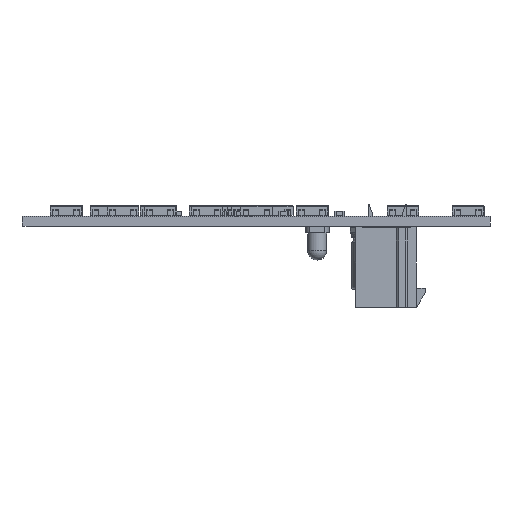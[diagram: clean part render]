
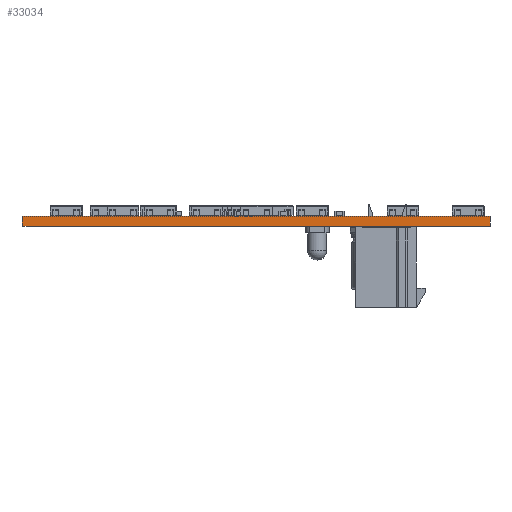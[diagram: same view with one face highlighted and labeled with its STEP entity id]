
A CAD part, left-side view. The second image highlights one B-rep face of the part: STEP entity #33034.
In plain terms, the highlighted planar face has unit normal (-1, -0.007, 0).
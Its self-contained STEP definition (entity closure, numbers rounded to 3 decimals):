
#23406 = PLANE('',#23407);
#23407 = AXIS2_PLACEMENT_3D('',#23408,#23409,#23410);
#23408 = CARTESIAN_POINT('',(99.06,-75.032,0.));
#23409 = DIRECTION('',(0.002,1.,-0.));
#23410 = DIRECTION('',(1.,-0.002,0.));
#23434 = PLANE('',#23435);
#23435 = AXIS2_PLACEMENT_3D('',#23436,#23437,#23438);
#23436 = CARTESIAN_POINT('',(157.342,-111.999,1.58));
#23437 = DIRECTION('',(-0.,-0.,-1.));
#23438 = DIRECTION('',(-1.,0.,0.));
#23488 = PLANE('',#23489);
#23489 = AXIS2_PLACEMENT_3D('',#23490,#23491,#23492);
#23490 = CARTESIAN_POINT('',(157.342,-111.999,0.));
#23491 = DIRECTION('',(-0.,-0.,-1.));
#23492 = DIRECTION('',(-1.,0.,0.));
#23503 = EDGE_CURVE('',#23504,#23506,#23508,.T.);
#23504 = VERTEX_POINT('',#23505);
#23505 = CARTESIAN_POINT('',(99.06,-75.032,0.));
#23506 = VERTEX_POINT('',#23507);
#23507 = CARTESIAN_POINT('',(99.06,-75.032,1.58));
#23508 = SURFACE_CURVE('',#23509,(#23513,#23520),.PCURVE_S1.);
#23509 = LINE('',#23510,#23511);
#23510 = CARTESIAN_POINT('',(99.06,-75.032,0.));
#23511 = VECTOR('',#23512,1.);
#23512 = DIRECTION('',(0.,0.,1.));
#23513 = PCURVE('',#23406,#23514);
#23514 = DEFINITIONAL_REPRESENTATION('',(#23515),#23519);
#23515 = LINE('',#23516,#23517);
#23516 = CARTESIAN_POINT('',(0.,0.));
#23517 = VECTOR('',#23518,1.);
#23518 = DIRECTION('',(0.,-1.));
#23519 = ( GEOMETRIC_REPRESENTATION_CONTEXT(2) 
PARAMETRIC_REPRESENTATION_CONTEXT() REPRESENTATION_CONTEXT('2D SPACE',''
  ) );
#23520 = PCURVE('',#23521,#23526);
#23521 = PLANE('',#23522);
#23522 = AXIS2_PLACEMENT_3D('',#23523,#23524,#23525);
#23523 = CARTESIAN_POINT('',(99.568,-149.2,0.));
#23524 = DIRECTION('',(-1.,-0.007,0.));
#23525 = DIRECTION('',(-0.007,1.,0.));
#23526 = DEFINITIONAL_REPRESENTATION('',(#23527),#23531);
#23527 = LINE('',#23528,#23529);
#23528 = CARTESIAN_POINT('',(74.17,0.));
#23529 = VECTOR('',#23530,1.);
#23530 = DIRECTION('',(0.,-1.));
#23531 = ( GEOMETRIC_REPRESENTATION_CONTEXT(2) 
PARAMETRIC_REPRESENTATION_CONTEXT() REPRESENTATION_CONTEXT('2D SPACE',''
  ) );
#23877 = VERTEX_POINT('',#23878);
#23878 = CARTESIAN_POINT('',(99.568,-149.2,0.));
#23892 = PLANE('',#23893);
#23893 = AXIS2_PLACEMENT_3D('',#23894,#23895,#23896);
#23894 = CARTESIAN_POINT('',(160.02,-149.047,0.));
#23895 = DIRECTION('',(0.003,-1.,0.));
#23896 = DIRECTION('',(-1.,-0.003,0.));
#23904 = EDGE_CURVE('',#23877,#23504,#23905,.T.);
#23905 = SURFACE_CURVE('',#23906,(#23910,#23917),.PCURVE_S1.);
#23906 = LINE('',#23907,#23908);
#23907 = CARTESIAN_POINT('',(99.568,-149.2,0.));
#23908 = VECTOR('',#23909,1.);
#23909 = DIRECTION('',(-0.007,1.,0.));
#23910 = PCURVE('',#23488,#23911);
#23911 = DEFINITIONAL_REPRESENTATION('',(#23912),#23916);
#23912 = LINE('',#23913,#23914);
#23913 = CARTESIAN_POINT('',(57.774,-37.201));
#23914 = VECTOR('',#23915,1.);
#23915 = DIRECTION('',(0.007,1.));
#23916 = ( GEOMETRIC_REPRESENTATION_CONTEXT(2) 
PARAMETRIC_REPRESENTATION_CONTEXT() REPRESENTATION_CONTEXT('2D SPACE',''
  ) );
#23917 = PCURVE('',#23521,#23918);
#23918 = DEFINITIONAL_REPRESENTATION('',(#23919),#23923);
#23919 = LINE('',#23920,#23921);
#23920 = CARTESIAN_POINT('',(0.,0.));
#23921 = VECTOR('',#23922,1.);
#23922 = DIRECTION('',(1.,0.));
#23923 = ( GEOMETRIC_REPRESENTATION_CONTEXT(2) 
PARAMETRIC_REPRESENTATION_CONTEXT() REPRESENTATION_CONTEXT('2D SPACE',''
  ) );
#28971 = VERTEX_POINT('',#28972);
#28972 = CARTESIAN_POINT('',(99.568,-149.2,1.58));
#28993 = EDGE_CURVE('',#28971,#23506,#28994,.T.);
#28994 = SURFACE_CURVE('',#28995,(#28999,#29006),.PCURVE_S1.);
#28995 = LINE('',#28996,#28997);
#28996 = CARTESIAN_POINT('',(99.568,-149.2,1.58));
#28997 = VECTOR('',#28998,1.);
#28998 = DIRECTION('',(-0.007,1.,0.));
#28999 = PCURVE('',#23434,#29000);
#29000 = DEFINITIONAL_REPRESENTATION('',(#29001),#29005);
#29001 = LINE('',#29002,#29003);
#29002 = CARTESIAN_POINT('',(57.774,-37.201));
#29003 = VECTOR('',#29004,1.);
#29004 = DIRECTION('',(0.007,1.));
#29005 = ( GEOMETRIC_REPRESENTATION_CONTEXT(2) 
PARAMETRIC_REPRESENTATION_CONTEXT() REPRESENTATION_CONTEXT('2D SPACE',''
  ) );
#29006 = PCURVE('',#23521,#29007);
#29007 = DEFINITIONAL_REPRESENTATION('',(#29008),#29012);
#29008 = LINE('',#29009,#29010);
#29009 = CARTESIAN_POINT('',(0.,-1.58));
#29010 = VECTOR('',#29011,1.);
#29011 = DIRECTION('',(1.,0.));
#29012 = ( GEOMETRIC_REPRESENTATION_CONTEXT(2) 
PARAMETRIC_REPRESENTATION_CONTEXT() REPRESENTATION_CONTEXT('2D SPACE',''
  ) );
#33034 = ADVANCED_FACE('',(#33035),#23521,.T.);
#33035 = FACE_BOUND('',#33036,.T.);
#33036 = EDGE_LOOP('',(#33037,#33058,#33059,#33060));
#33037 = ORIENTED_EDGE('',*,*,#33038,.T.);
#33038 = EDGE_CURVE('',#23877,#28971,#33039,.T.);
#33039 = SURFACE_CURVE('',#33040,(#33044,#33051),.PCURVE_S1.);
#33040 = LINE('',#33041,#33042);
#33041 = CARTESIAN_POINT('',(99.568,-149.2,0.));
#33042 = VECTOR('',#33043,1.);
#33043 = DIRECTION('',(0.,0.,1.));
#33044 = PCURVE('',#23521,#33045);
#33045 = DEFINITIONAL_REPRESENTATION('',(#33046),#33050);
#33046 = LINE('',#33047,#33048);
#33047 = CARTESIAN_POINT('',(0.,0.));
#33048 = VECTOR('',#33049,1.);
#33049 = DIRECTION('',(0.,-1.));
#33050 = ( GEOMETRIC_REPRESENTATION_CONTEXT(2) 
PARAMETRIC_REPRESENTATION_CONTEXT() REPRESENTATION_CONTEXT('2D SPACE',''
  ) );
#33051 = PCURVE('',#23892,#33052);
#33052 = DEFINITIONAL_REPRESENTATION('',(#33053),#33057);
#33053 = LINE('',#33054,#33055);
#33054 = CARTESIAN_POINT('',(60.452,0.));
#33055 = VECTOR('',#33056,1.);
#33056 = DIRECTION('',(0.,-1.));
#33057 = ( GEOMETRIC_REPRESENTATION_CONTEXT(2) 
PARAMETRIC_REPRESENTATION_CONTEXT() REPRESENTATION_CONTEXT('2D SPACE',''
  ) );
#33058 = ORIENTED_EDGE('',*,*,#28993,.T.);
#33059 = ORIENTED_EDGE('',*,*,#23503,.F.);
#33060 = ORIENTED_EDGE('',*,*,#23904,.F.);
